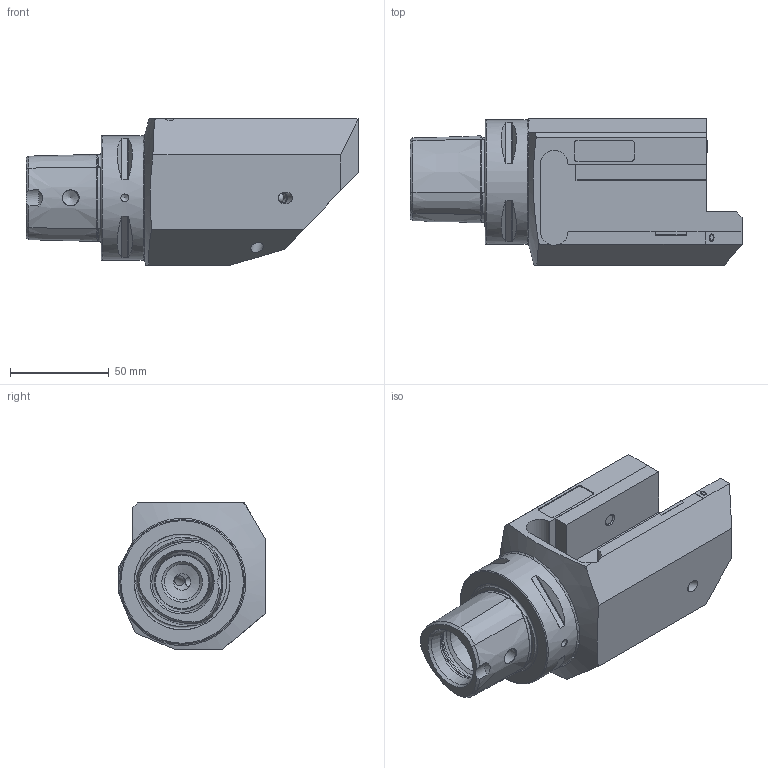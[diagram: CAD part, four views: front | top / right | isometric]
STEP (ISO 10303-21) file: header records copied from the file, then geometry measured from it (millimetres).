
FILE_DESCRIPTION (( 'STEP AP214' ), '1' );
FILE_NAME ('S6-.2X.L11.130-ECO.STEP', '2025-11-10T08:56:13', ( '' ), ( '' ), 'SwSTEP 2.0', 'SolidWorks 2022', '' );
FILE_SCHEMA (( 'AUTOMOTIVE_DESIGN' ));
Length unit declared in the file: millimetre
Products named in the file (11): V2X-ER1.025.066_A; S6-.2X.L11.130-ECO; KU1-U12.002.010_A; ISO 4762 - M6 x 16_PreviewCfg; PS6-V2X.L11.130-ECO_B; KU1-U12.003.010_B; 8x1x13_vorgespannt; DIN 3771 - 8x1.5; KU1-U12.002.010; KVT_MB_600_060; ISO 4026 - M12 x 16
Assembly tree (12 placements, depth 3):
  S6-.2X.L11.130-ECO
    PS6-V2X.L11.130-ECO_B
    ISO 4026 - M12 x 16  x2
    KU1-U12.002.010
      KU1-U12.003.010_B
      KU1-U12.002.010_A
      DIN 3771 - 8x1.5
    KVT_MB_600_060  x2
    8x1x13_vorgespannt
    ISO 4762 - M6 x 16_PreviewCfg
    V2X-ER1.025.066_A
Bounding box: 168 x 74 x 74 mm (x, y, z)
Volume: 442859.6 mm3; surface area: 64969 mm2
Topology: 13 solids, 13 shells, 334 faces, 828 edges, 518 vertices
Faces by surface type: plane 127, cone 94, cylinder 77, torus 19, bspline 13, sphere 4
Full cylindrical faces by diameter (mm): 2 x1, 4 x1, 4.2 x1, 5 x11, 6 x21, 6.8 x1, 8.1 x2, 8.5 x1, 10 x2, 10.2 x2, 11 x2, 12 x3, 18 x1, 28 x2, 32 x1, 63 x1
Entity records: 15570 total; most frequent: CARTESIAN_POINT 8674, DIRECTION 1242, ORIENTED_EDGE 1186, EDGE_CURVE 593, AXIS2_PLACEMENT_3D 495, VERTEX_POINT 417, EDGE_LOOP 406, FACE_OUTER_BOUND 334
